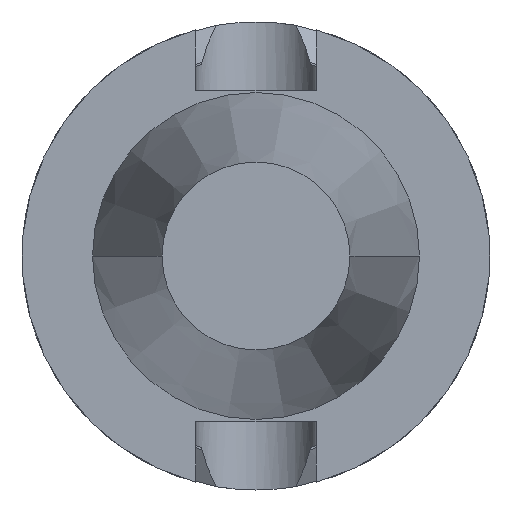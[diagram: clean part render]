
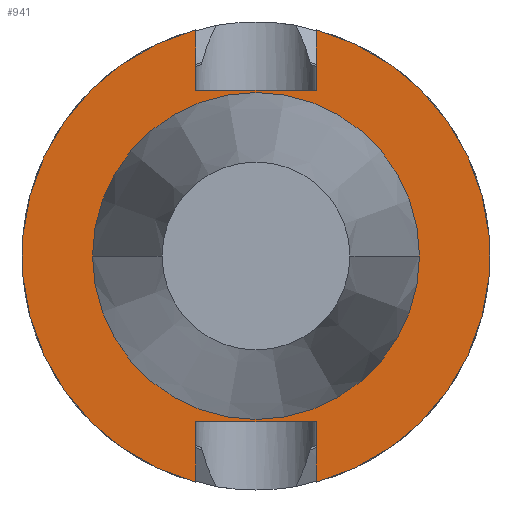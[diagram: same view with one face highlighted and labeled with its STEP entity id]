
A CAD part, left-side view. The second image highlights one B-rep face of the part: STEP entity #941.
In plain terms, the highlighted planar face has unit normal (-1, 0, 0).
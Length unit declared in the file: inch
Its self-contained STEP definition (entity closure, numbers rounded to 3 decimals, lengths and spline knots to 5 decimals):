
#941=ADVANCED_FACE('',(#2181,#2182),#2183,.T.);
#2181=FACE_BOUND('',#3759,.T.);
#2182=FACE_OUTER_BOUND('',#3760,.T.);
#2183=PLANE('',#3761);
#3759=EDGE_LOOP('',(#10751,#10752));
#3760=EDGE_LOOP('',(#10753,#10754,#10755,#10756,#10757,#10758,#10759,#10760));
#3761=AXIS2_PLACEMENT_3D('',#10761,#10762,#10763);
#10751=ORIENTED_EDGE('',*,*,#14267,.F.);
#10752=ORIENTED_EDGE('',*,*,#14414,.F.);
#10753=ORIENTED_EDGE('',*,*,#14405,.F.);
#10754=ORIENTED_EDGE('',*,*,#14398,.T.);
#10755=ORIENTED_EDGE('',*,*,#14415,.T.);
#10756=ORIENTED_EDGE('',*,*,#14376,.T.);
#10757=ORIENTED_EDGE('',*,*,#14370,.T.);
#10758=ORIENTED_EDGE('',*,*,#14392,.T.);
#10759=ORIENTED_EDGE('',*,*,#14416,.F.);
#10760=ORIENTED_EDGE('',*,*,#14411,.F.);
#10761=CARTESIAN_POINT('',(-3.69389,0.0,0.));
#10762=DIRECTION('',(-1.0,0.0,0.));
#10763=DIRECTION('',(0.,0.0,1.0));
#14267=EDGE_CURVE('',#16476,#16478,#16479,.T.);
#14370=EDGE_CURVE('',#16621,#16622,#16623,.T.);
#14376=EDGE_CURVE('',#16631,#16621,#16632,.T.);
#14392=EDGE_CURVE('',#16622,#16653,#16654,.T.);
#14398=EDGE_CURVE('',#16663,#16664,#16665,.T.);
#14405=EDGE_CURVE('',#16663,#16675,#16676,.T.);
#14411=EDGE_CURVE('',#16675,#16685,#16686,.T.);
#14414=EDGE_CURVE('',#16478,#16476,#16689,.T.);
#14415=EDGE_CURVE('',#16664,#16631,#16690,.T.);
#14416=EDGE_CURVE('',#16685,#16653,#16691,.T.);
#16476=VERTEX_POINT('',#83174);
#16478=VERTEX_POINT('',#83177);
#16479=CIRCLE('',#83178,1.36122);
#16621=VERTEX_POINT('',#83517);
#16622=VERTEX_POINT('',#83518);
#16623=LINE('',#83519,#83520);
#16631=VERTEX_POINT('',#83532);
#16632=LINE('',#83533,#83534);
#16653=VERTEX_POINT('',#83568);
#16654=LINE('',#83569,#83570);
#16663=VERTEX_POINT('',#83593);
#16664=VERTEX_POINT('',#83594);
#16665=LINE('',#83595,#83596);
#16675=VERTEX_POINT('',#83621);
#16676=LINE('',#83622,#83623);
#16685=VERTEX_POINT('',#83643);
#16686=LINE('',#83644,#83645);
#16689=CIRCLE('',#83649,1.36122);
#16690=CIRCLE('',#83650,1.9685);
#16691=CIRCLE('',#83651,1.9685);
#83174=CARTESIAN_POINT('',(-3.69389,0.0,-1.36122));
#83177=CARTESIAN_POINT('',(-3.69389,0.,1.36122));
#83178=AXIS2_PLACEMENT_3D('',#116778,#116779,#116780);
#83517=CARTESIAN_POINT('',(-3.69389,-0.5061,1.3937));
#83518=CARTESIAN_POINT('',(-3.69389,0.5061,1.3937));
#83519=CARTESIAN_POINT('',(-3.69389,0.0,1.3937));
#83520=VECTOR('',#116895,0.03937);
#83532=CARTESIAN_POINT('',(-3.69389,-0.5061,1.90233));
#83533=CARTESIAN_POINT('',(-3.69389,-0.5061,0.));
#83534=VECTOR('',#116900,0.03937);
#83568=CARTESIAN_POINT('',(-3.69389,0.5061,1.90233));
#83569=CARTESIAN_POINT('',(-3.69389,0.5061,0.));
#83570=VECTOR('',#116917,0.03937);
#83593=CARTESIAN_POINT('',(-3.69389,-0.50591,-1.3937));
#83594=CARTESIAN_POINT('',(-3.69389,-0.50591,-1.90238));
#83595=CARTESIAN_POINT('',(-3.69389,-0.50591,-1.96797));
#83596=VECTOR('',#116920,0.03937);
#83621=CARTESIAN_POINT('',(-3.69389,0.50591,-1.3937));
#83622=CARTESIAN_POINT('',(-3.69389,0.0,-1.3937));
#83623=VECTOR('',#116924,0.03937);
#83643=CARTESIAN_POINT('',(-3.69389,0.50591,-1.90238));
#83644=CARTESIAN_POINT('',(-3.69389,0.50591,0.));
#83645=VECTOR('',#116927,0.03937);
#83649=AXIS2_PLACEMENT_3D('',#116929,#116930,#116931);
#83650=AXIS2_PLACEMENT_3D('',#116932,#116933,#116934);
#83651=AXIS2_PLACEMENT_3D('',#116935,#116936,#116937);
#116778=CARTESIAN_POINT('',(-3.69389,0.0,0.));
#116779=DIRECTION('',(-1.0,0.0,0.));
#116780=DIRECTION('',(0.,0.0,-1.0));
#116895=DIRECTION('',(0.0,1.0,0.0));
#116900=DIRECTION('',(0.,0.0,-1.0));
#116917=DIRECTION('',(0.,0.0,1.0));
#116920=DIRECTION('',(0.,0.0,-1.0));
#116924=DIRECTION('',(0.0,1.0,0.0));
#116927=DIRECTION('',(0.,0.0,-1.0));
#116929=CARTESIAN_POINT('',(-3.69389,0.0,0.));
#116930=DIRECTION('',(-1.0,0.0,0.));
#116931=DIRECTION('',(0.,0.0,-1.0));
#116932=CARTESIAN_POINT('',(-3.69389,0.0,0.));
#116933=DIRECTION('',(-1.0,0.0,0.));
#116934=DIRECTION('',(0.,0.0,1.0));
#116935=CARTESIAN_POINT('',(-3.69389,0.0,0.));
#116936=DIRECTION('',(1.0,0.0,0.));
#116937=DIRECTION('',(0.,0.0,1.0));
